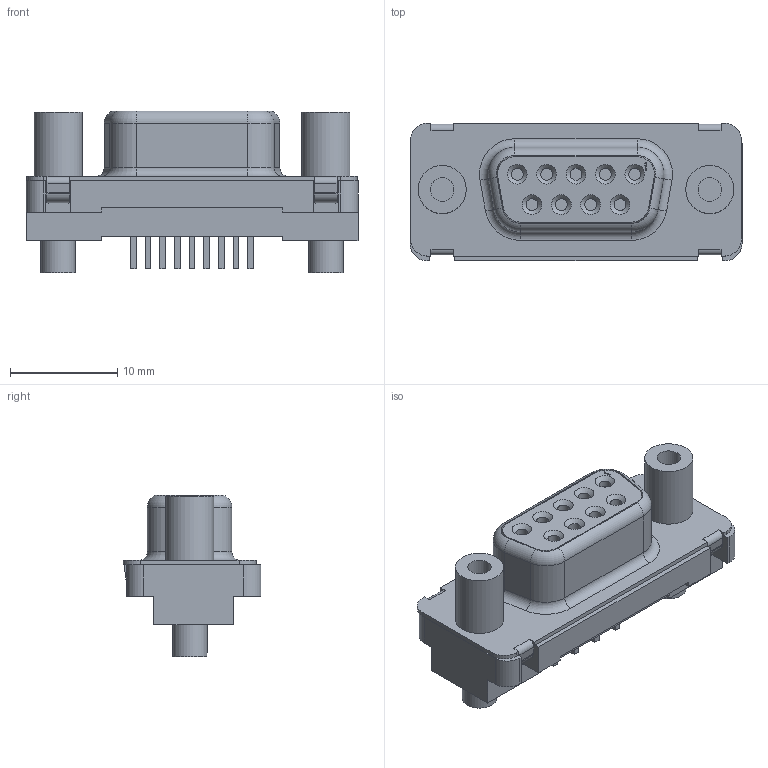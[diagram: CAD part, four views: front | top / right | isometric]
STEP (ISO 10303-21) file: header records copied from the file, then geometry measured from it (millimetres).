
FILE_DESCRIPTION(/* description */ (''),/* implementation_level */ '2;1');
FILE_NAME(/* name */ 'FCI_D09S24A4GV00LF.stp',/* time_stamp */ '2016-12-15T14:25:42+01:00',/* author */ ('riccim'),/* organization */ (''),/* preprocessor_version */ 'ST-DEVELOPER v15.5',/* originating_system */ 'AutoCAD Mechanical',/* authorisation */ '');
FILE_SCHEMA (('AUTOMOTIVE_DESIGN { 1 0 10303 214 3 1 1 }'));
Length unit declared in the file: millimetre
Products named in the file (1): Product
Bounding box: 30.99 x 12.86 x 15.1 mm (x, y, z)
Volume: 2690.3 mm3; surface area: 3552.7 mm2
Topology: 13 solids, 13 shells, 325 faces, 824 edges, 533 vertices
Faces by surface type: plane 213, cylinder 83, torus 16, cone 13
Full cylindrical faces by diameter (mm): 1.1 x9, 2.2 x2, 3.2 x2, 4.5 x2
Entity records: 9755 total; most frequent: CARTESIAN_POINT 1907, DIRECTION 1609, ORIENTED_EDGE 1584, EDGE_CURVE 792, LINE 557, VECTOR 557, AXIS2_PLACEMENT_3D 526, VERTEX_POINT 525
